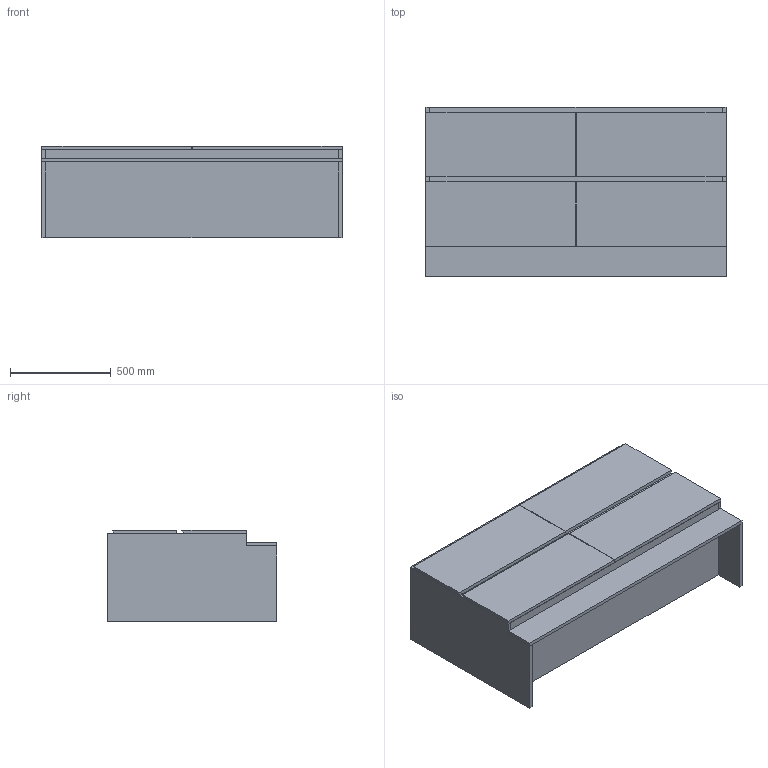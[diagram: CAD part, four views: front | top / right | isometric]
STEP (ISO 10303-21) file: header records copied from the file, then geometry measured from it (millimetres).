
FILE_DESCRIPTION (( 'STEP AP214' ), '1' );
FILE_NAME ('Kado Arc 1500 CBasin Kick.STEP', '2022-04-26T05:41:36', ( '' ), ( '' ), 'SwSTEP 2.0', 'SolidWorks 2018', '' );
FILE_SCHEMA (( 'AUTOMOTIVE_DESIGN' ));
Length unit declared in the file: millimetre
Products named in the file (1): Kado Arc 1500 CBasin Kick
Bounding box: 1490 x 840 x 455 mm (x, y, z)
Volume: 91869775.5 mm3; surface area: 14000934.5 mm2
Topology: 29 solids, 29 shells, 322 faces, 792 edges, 528 vertices
Faces by surface type: plane 314, cylinder 8
Entity records: 12381 total; most frequent: CARTESIAN_POINT 1643, ORIENTED_EDGE 1584, DIRECTION 1454, EDGE_CURVE 792, LINE 776, VECTOR 776, VERTEX_POINT 528, AXIS2_PLACEMENT_3D 339
